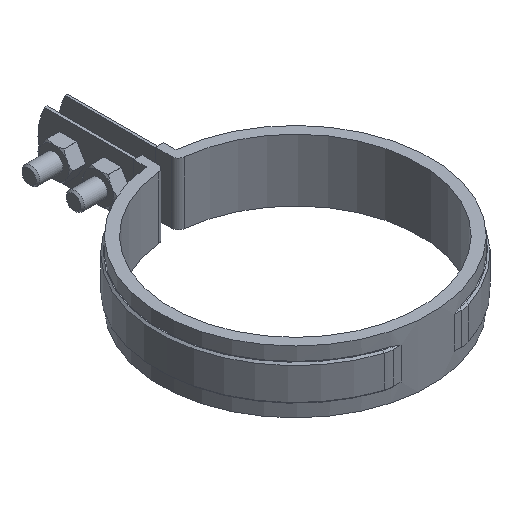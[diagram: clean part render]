
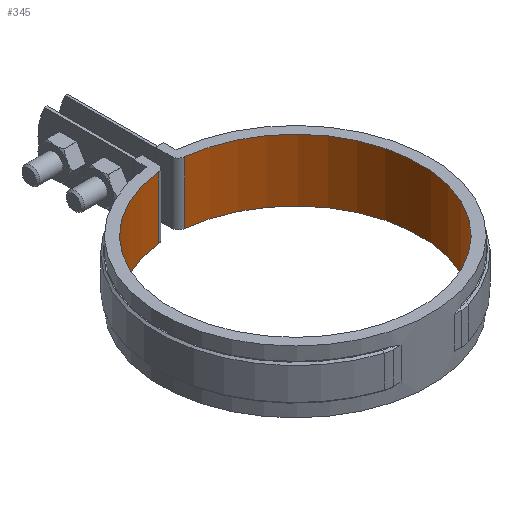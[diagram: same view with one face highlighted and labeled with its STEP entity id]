
A CAD part, isometric view. The second image highlights one B-rep face of the part: STEP entity #345.
In plain terms, the highlighted cylindrical face has radius 70 mm (diameter 140 mm), a partial arc.
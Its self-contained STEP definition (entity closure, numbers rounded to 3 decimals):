
#345 = ADVANCED_FACE( '', ( #540 ), #541, .F. );
#540 = FACE_OUTER_BOUND( '', #1245, .T. );
#541 = CYLINDRICAL_SURFACE( '', #1246, 70. );
#1245 = EDGE_LOOP( '', ( #2907, #2908, #2909, #2910 ) );
#1246 = AXIS2_PLACEMENT_3D( '', #2911, #2912, #2913 );
#2907 = ORIENTED_EDGE( '', *, *, #4726, .F. );
#2908 = ORIENTED_EDGE( '', *, *, #4717, .F. );
#2909 = ORIENTED_EDGE( '', *, *, #4720, .T. );
#2910 = ORIENTED_EDGE( '', *, *, #4727, .T. );
#2911 = CARTESIAN_POINT( '', ( 0., 0., -33.5 ) );
#2912 = DIRECTION( '', ( 0., 0., 1. ) );
#2913 = DIRECTION( '', ( 0., 1., 0. ) );
#4717 = EDGE_CURVE( '', #5201, #5197, #5203, .T. );
#4720 = EDGE_CURVE( '', #5201, #5206, #5208, .F. );
#4726 = EDGE_CURVE( '', #5197, #5218, #5219, .F. );
#4727 = EDGE_CURVE( '', #5206, #5218, #5220, .T. );
#5197 = VERTEX_POINT( '', #6817 );
#5201 = VERTEX_POINT( '', #6822 );
#5203 = LINE( '', #6824, #6825 );
#5206 = VERTEX_POINT( '', #6829 );
#5208 = CIRCLE( '', #6831, 70. );
#5218 = VERTEX_POINT( '', #6845 );
#5219 = CIRCLE( '', #6846, 70. );
#5220 = LINE( '', #6847, #6848 );
#6817 = CARTESIAN_POINT( '', ( 7.378, 69.61, 1.5 ) );
#6822 = CARTESIAN_POINT( '', ( 7.378, 69.61, -33.5 ) );
#6824 = CARTESIAN_POINT( '', ( 7.378, 69.61, -33.5 ) );
#6825 = VECTOR( '', #8640, 1000. );
#6829 = CARTESIAN_POINT( '', ( -7.378, 69.61, -33.5 ) );
#6831 = AXIS2_PLACEMENT_3D( '', #8645, #8646, #8647 );
#6845 = CARTESIAN_POINT( '', ( -7.378, 69.61, 1.5 ) );
#6846 = AXIS2_PLACEMENT_3D( '', #8655, #8656, #8657 );
#6847 = CARTESIAN_POINT( '', ( -7.378, 69.61, -33.5 ) );
#6848 = VECTOR( '', #8658, 1000. );
#8640 = DIRECTION( '', ( 0., 0., 1. ) );
#8645 = CARTESIAN_POINT( '', ( 0., 0., -33.5 ) );
#8646 = DIRECTION( '', ( 0., 0., 1. ) );
#8647 = DIRECTION( '', ( 1., 0., 0. ) );
#8655 = CARTESIAN_POINT( '', ( 0., 0., 1.5 ) );
#8656 = DIRECTION( '', ( 0., 0., 1. ) );
#8657 = DIRECTION( '', ( 1., 0., 0. ) );
#8658 = DIRECTION( '', ( 0., 0., 1. ) );
